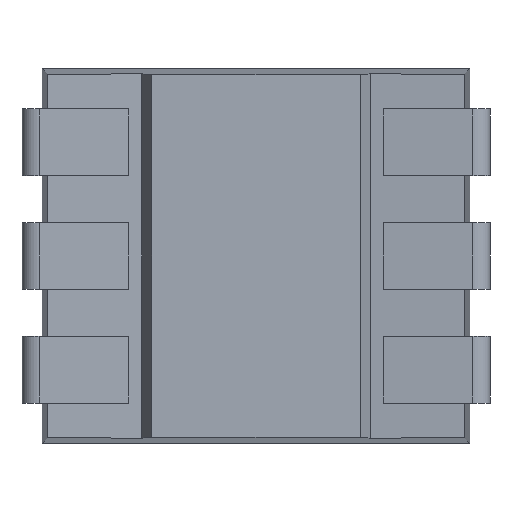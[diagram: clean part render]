
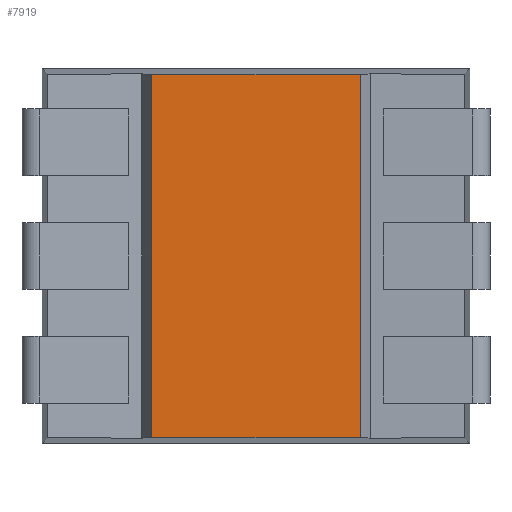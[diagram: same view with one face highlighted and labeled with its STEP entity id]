
A CAD part, front view. The second image highlights one B-rep face of the part: STEP entity #7919.
In plain terms, the highlighted planar face has unit normal (0, -1, 0).
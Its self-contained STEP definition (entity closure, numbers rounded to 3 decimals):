
#157 = FACE_OUTER_BOUND ( 'NONE', #7920, .T. ) ;
#192 = DIRECTION ( 'NONE',  ( -1., 0., 0. ) ) ;
#193 = DIRECTION ( 'NONE',  ( 0., 1., 0. ) ) ;
#194 = CARTESIAN_POINT ( 'NONE',  ( 0., -0.85, 1.4 ) ) ;
#195 = AXIS2_PLACEMENT_3D ( 'NONE', #194, #193, #192 ) ;
#197 = PLANE ( 'NONE',  #195 ) ;
#329 = DIRECTION ( 'NONE',  ( 1., 0., 0. ) ) ;
#330 = VECTOR ( 'NONE', #329, 1000. ) ;
#331 = CARTESIAN_POINT ( 'NONE',  ( -1.75, -0.85, -1.355 ) ) ;
#332 = LINE ( 'NONE', #331, #330 ) ;
#388 = DIRECTION ( 'NONE',  ( 0., 0., -1. ) ) ;
#389 = VECTOR ( 'NONE', #388, 1000. ) ;
#390 = CARTESIAN_POINT ( 'NONE',  ( -0.78, -0.85, 1.4 ) ) ;
#391 = LINE ( 'NONE', #390, #389 ) ;
#392 = CARTESIAN_POINT ( 'NONE',  ( -0.78, -0.85, -1.355 ) ) ;
#5139 = VERTEX_POINT ( 'NONE', #10327 ) ;
#5141 = EDGE_CURVE ( 'NONE', #5142, #5139, #10326, .T. ) ;
#5142 = VERTEX_POINT ( 'NONE', #10386 ) ;
#7853 = EDGE_CURVE ( 'NONE', #5139, #7854, #22455, .T. ) ;
#7854 = VERTEX_POINT ( 'NONE', #22451 ) ;
#7919 = ADVANCED_FACE ( 'NONE', ( #157 ), #197, .F. ) ;
#7920 = EDGE_LOOP ( 'NONE', ( #7921, #7922, #7980, #7981 ) ) ;
#7921 = ORIENTED_EDGE ( 'NONE', *, *, #7997, .T. ) ;
#7922 = ORIENTED_EDGE ( 'NONE', *, *, #7979, .T. ) ;
#7979 = EDGE_CURVE ( 'NONE', #7995, #7854, #332, .T. ) ;
#7980 = ORIENTED_EDGE ( 'NONE', *, *, #7853, .F. ) ;
#7981 = ORIENTED_EDGE ( 'NONE', *, *, #5141, .F. ) ;
#7995 = VERTEX_POINT ( 'NONE', #392 ) ;
#7997 = EDGE_CURVE ( 'NONE', #5142, #7995, #391, .T. ) ;
#10323 = DIRECTION ( 'NONE',  ( 1., 0., 0. ) ) ;
#10324 = VECTOR ( 'NONE', #10323, 1000. ) ;
#10325 = CARTESIAN_POINT ( 'NONE',  ( -1.75, -0.85, 1.355 ) ) ;
#10326 = LINE ( 'NONE', #10325, #10324 ) ;
#10327 = CARTESIAN_POINT ( 'NONE',  ( 0.78, -0.85, 1.355 ) ) ;
#10386 = CARTESIAN_POINT ( 'NONE',  ( -0.78, -0.85, 1.355 ) ) ;
#22451 = CARTESIAN_POINT ( 'NONE',  ( 0.78, -0.85, -1.355 ) ) ;
#22452 = DIRECTION ( 'NONE',  ( 0., 0., -1. ) ) ;
#22453 = VECTOR ( 'NONE', #22452, 1000. ) ;
#22454 = CARTESIAN_POINT ( 'NONE',  ( 0.78, -0.85, 1.4 ) ) ;
#22455 = LINE ( 'NONE', #22454, #22453 ) ;
